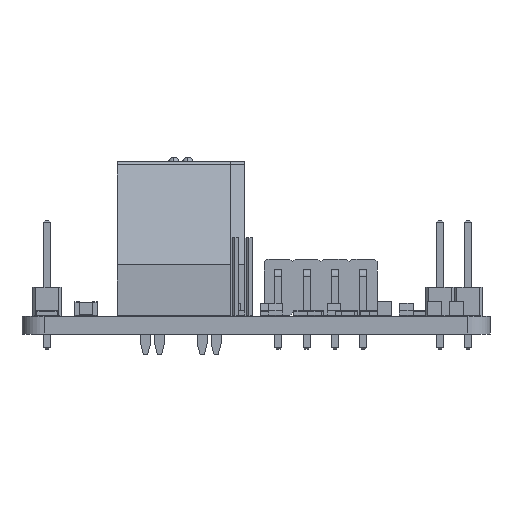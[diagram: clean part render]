
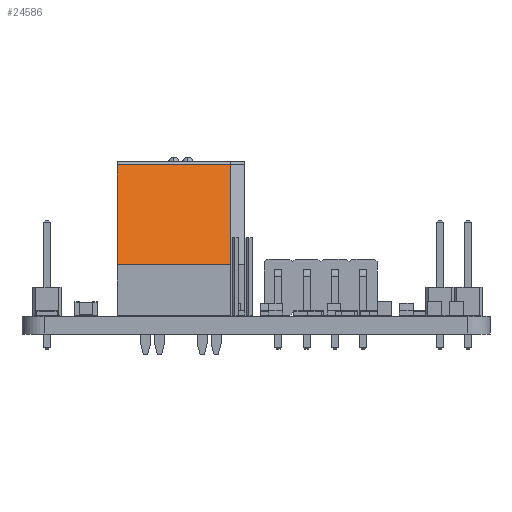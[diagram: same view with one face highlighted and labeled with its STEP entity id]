
A CAD part, left-side view. The second image highlights one B-rep face of the part: STEP entity #24586.
In plain terms, the highlighted face is planar.
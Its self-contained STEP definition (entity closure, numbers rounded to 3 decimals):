
#20645 = PLANE('',#20646);
#20646 = AXIS2_PLACEMENT_3D('',#20647,#20648,#20649);
#20647 = CARTESIAN_POINT('',(-62.994,-39.429,-0.741));
#20648 = DIRECTION('',(0.,0.,-1.));
#20649 = DIRECTION('',(-1.,0.,0.));
#20892 = PLANE('',#20893);
#20893 = AXIS2_PLACEMENT_3D('',#20894,#20895,#20896);
#20894 = CARTESIAN_POINT('',(-9.264,0.,-8.361));
#20895 = DIRECTION('',(-1.,0.,0.));
#20896 = DIRECTION('',(0.,-1.,0.));
#20920 = PLANE('',#20921);
#20921 = AXIS2_PLACEMENT_3D('',#20922,#20923,#20924);
#20922 = CARTESIAN_POINT('',(-62.994,-39.429,-10.901));
#20923 = DIRECTION('',(0.,0.,-1.));
#20924 = DIRECTION('',(-1.,0.,0.));
#22851 = VERTEX_POINT('',#22852);
#22852 = CARTESIAN_POINT('',(-9.264,4.567,-0.741));
#22873 = EDGE_CURVE('',#22874,#22851,#22876,.T.);
#22874 = VERTEX_POINT('',#22875);
#22875 = CARTESIAN_POINT('',(-6.354,13.524,-0.741));
#22876 = SURFACE_CURVE('',#22877,(#22881,#22888),.PCURVE_S1.);
#22877 = LINE('',#22878,#22879);
#22878 = CARTESIAN_POINT('',(-23.559,-39.429,-0.741));
#22879 = VECTOR('',#22880,1.);
#22880 = DIRECTION('',(-0.309,-0.951,
    0.));
#22881 = PCURVE('',#20645,#22882);
#22882 = DEFINITIONAL_REPRESENTATION('',(#22883),#22887);
#22883 = LINE('',#22884,#22885);
#22884 = CARTESIAN_POINT('',(-39.434,0.));
#22885 = VECTOR('',#22886,1.);
#22886 = DIRECTION('',(0.309,-0.951));
#22887 = ( GEOMETRIC_REPRESENTATION_CONTEXT(2) 
PARAMETRIC_REPRESENTATION_CONTEXT() REPRESENTATION_CONTEXT('2D SPACE',''
  ) );
#22888 = PCURVE('',#22889,#22894);
#22889 = PLANE('',#22890);
#22890 = AXIS2_PLACEMENT_3D('',#22891,#22892,#22893);
#22891 = CARTESIAN_POINT('',(-6.354,13.524,-8.361));
#22892 = DIRECTION('',(-0.951,0.309,
    0.));
#22893 = DIRECTION('',(-0.309,-0.951,
    0.));
#22894 = DEFINITIONAL_REPRESENTATION('',(#22895),#22899);
#22895 = LINE('',#22896,#22897);
#22896 = CARTESIAN_POINT('',(55.678,7.62));
#22897 = VECTOR('',#22898,1.);
#22898 = DIRECTION('',(1.,0.));
#22899 = ( GEOMETRIC_REPRESENTATION_CONTEXT(2) 
PARAMETRIC_REPRESENTATION_CONTEXT() REPRESENTATION_CONTEXT('2D SPACE',''
  ) );
#22916 = CYLINDRICAL_SURFACE('',#22917,0.4);
#22917 = AXIS2_PLACEMENT_3D('',#22918,#22919,#22920);
#22918 = CARTESIAN_POINT('',(-5.973,13.4,-8.361));
#22919 = DIRECTION('',(0.,0.,-1.));
#22920 = DIRECTION('',(-1.,0.,0.));
#24586 = ADVANCED_FACE('',(#24587),#22889,.T.);
#24587 = FACE_BOUND('',#24588,.T.);
#24588 = EDGE_LOOP('',(#24589,#24612,#24613,#24636));
#24589 = ORIENTED_EDGE('',*,*,#24590,.F.);
#24590 = EDGE_CURVE('',#22851,#24591,#24593,.T.);
#24591 = VERTEX_POINT('',#24592);
#24592 = CARTESIAN_POINT('',(-9.264,4.567,-10.901));
#24593 = SURFACE_CURVE('',#24594,(#24598,#24605),.PCURVE_S1.);
#24594 = LINE('',#24595,#24596);
#24595 = CARTESIAN_POINT('',(-9.264,4.567,-8.281));
#24596 = VECTOR('',#24597,1.);
#24597 = DIRECTION('',(0.,0.,-1.));
#24598 = PCURVE('',#22889,#24599);
#24599 = DEFINITIONAL_REPRESENTATION('',(#24600),#24604);
#24600 = LINE('',#24601,#24602);
#24601 = CARTESIAN_POINT('',(9.418,0.08));
#24602 = VECTOR('',#24603,1.);
#24603 = DIRECTION('',(0.,-1.));
#24604 = ( GEOMETRIC_REPRESENTATION_CONTEXT(2) 
PARAMETRIC_REPRESENTATION_CONTEXT() REPRESENTATION_CONTEXT('2D SPACE',''
  ) );
#24605 = PCURVE('',#20892,#24606);
#24606 = DEFINITIONAL_REPRESENTATION('',(#24607),#24611);
#24607 = LINE('',#24608,#24609);
#24608 = CARTESIAN_POINT('',(-4.567,0.08));
#24609 = VECTOR('',#24610,1.);
#24610 = DIRECTION('',(0.,-1.));
#24611 = ( GEOMETRIC_REPRESENTATION_CONTEXT(2) 
PARAMETRIC_REPRESENTATION_CONTEXT() REPRESENTATION_CONTEXT('2D SPACE',''
  ) );
#24612 = ORIENTED_EDGE('',*,*,#22873,.F.);
#24613 = ORIENTED_EDGE('',*,*,#24614,.F.);
#24614 = EDGE_CURVE('',#24615,#22874,#24617,.T.);
#24615 = VERTEX_POINT('',#24616);
#24616 = CARTESIAN_POINT('',(-6.354,13.524,-10.901));
#24617 = SURFACE_CURVE('',#24618,(#24622,#24629),.PCURVE_S1.);
#24618 = LINE('',#24619,#24620);
#24619 = CARTESIAN_POINT('',(-6.354,13.524,-8.361));
#24620 = VECTOR('',#24621,1.);
#24621 = DIRECTION('',(0.,0.,1.));
#24622 = PCURVE('',#22889,#24623);
#24623 = DEFINITIONAL_REPRESENTATION('',(#24624),#24628);
#24624 = LINE('',#24625,#24626);
#24625 = CARTESIAN_POINT('',(0.,0.));
#24626 = VECTOR('',#24627,1.);
#24627 = DIRECTION('',(0.,1.));
#24628 = ( GEOMETRIC_REPRESENTATION_CONTEXT(2) 
PARAMETRIC_REPRESENTATION_CONTEXT() REPRESENTATION_CONTEXT('2D SPACE',''
  ) );
#24629 = PCURVE('',#22916,#24630);
#24630 = DEFINITIONAL_REPRESENTATION('',(#24631),#24635);
#24631 = LINE('',#24632,#24633);
#24632 = CARTESIAN_POINT('',(0.314,0.));
#24633 = VECTOR('',#24634,1.);
#24634 = DIRECTION('',(0.,-1.));
#24635 = ( GEOMETRIC_REPRESENTATION_CONTEXT(2) 
PARAMETRIC_REPRESENTATION_CONTEXT() REPRESENTATION_CONTEXT('2D SPACE',''
  ) );
#24636 = ORIENTED_EDGE('',*,*,#24637,.F.);
#24637 = EDGE_CURVE('',#24591,#24615,#24638,.T.);
#24638 = SURFACE_CURVE('',#24639,(#24643,#24650),.PCURVE_S1.);
#24639 = LINE('',#24640,#24641);
#24640 = CARTESIAN_POINT('',(-23.559,-39.429,-10.901));
#24641 = VECTOR('',#24642,1.);
#24642 = DIRECTION('',(0.309,0.951,
    0.));
#24643 = PCURVE('',#22889,#24644);
#24644 = DEFINITIONAL_REPRESENTATION('',(#24645),#24649);
#24645 = LINE('',#24646,#24647);
#24646 = CARTESIAN_POINT('',(55.678,-2.54));
#24647 = VECTOR('',#24648,1.);
#24648 = DIRECTION('',(-1.,0.));
#24649 = ( GEOMETRIC_REPRESENTATION_CONTEXT(2) 
PARAMETRIC_REPRESENTATION_CONTEXT() REPRESENTATION_CONTEXT('2D SPACE',''
  ) );
#24650 = PCURVE('',#20920,#24651);
#24651 = DEFINITIONAL_REPRESENTATION('',(#24652),#24656);
#24652 = LINE('',#24653,#24654);
#24653 = CARTESIAN_POINT('',(-39.434,0.));
#24654 = VECTOR('',#24655,1.);
#24655 = DIRECTION('',(-0.309,0.951));
#24656 = ( GEOMETRIC_REPRESENTATION_CONTEXT(2) 
PARAMETRIC_REPRESENTATION_CONTEXT() REPRESENTATION_CONTEXT('2D SPACE',''
  ) );
